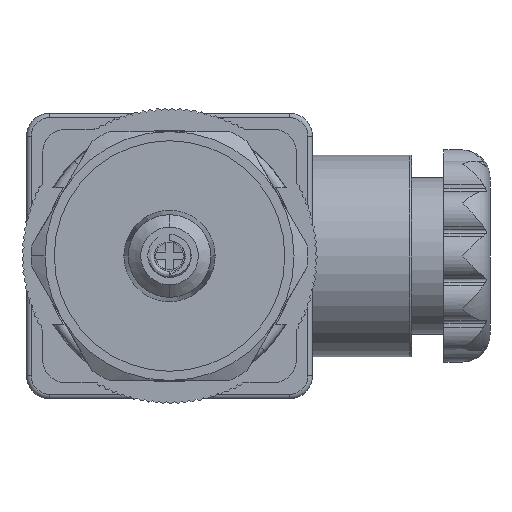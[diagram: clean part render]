
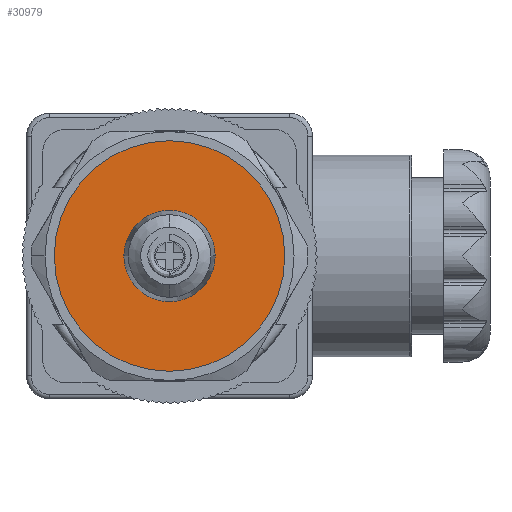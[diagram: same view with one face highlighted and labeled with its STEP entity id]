
A CAD part, front view. The second image highlights one B-rep face of the part: STEP entity #30979.
In plain terms, the highlighted planar face has unit normal (0, -1, 0).
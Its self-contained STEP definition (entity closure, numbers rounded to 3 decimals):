
#9069 = AXIS2_PLACEMENT_3D ( 'NONE', #18141, #18188, #18177 ) ;
#16610 = FACE_BOUND ( 'NONE', #26240, .T. ) ;
#16620 = FACE_OUTER_BOUND ( 'NONE', #25893, .T. ) ;
#18140 = PLANE ( 'NONE',  #9069 ) ;
#18141 = CARTESIAN_POINT ( 'NONE',  ( -16., 0., 0. ) ) ;
#18177 = DIRECTION ( 'NONE',  ( -1., 0., 0. ) ) ;
#18188 = DIRECTION ( 'NONE',  ( 0., 1., 0. ) ) ;
#21817 = AXIS2_PLACEMENT_3D ( 'NONE', #29152, #29207, #29206 ) ;
#21835 = AXIS2_PLACEMENT_3D ( 'NONE', #29267, #29232, #29263 ) ;
#21850 = AXIS2_PLACEMENT_3D ( 'NONE', #29271, #29230, #29272 ) ;
#21851 = AXIS2_PLACEMENT_3D ( 'NONE', #29311, #29315, #29304 ) ;
#22966 = CARTESIAN_POINT ( 'NONE',  ( 12.5, 0., 0. ) ) ;
#23081 = CARTESIAN_POINT ( 'NONE',  ( -12.5, 0., 0. ) ) ;
#23140 = CARTESIAN_POINT ( 'NONE',  ( -4.95, 0., 0. ) ) ;
#23147 = CARTESIAN_POINT ( 'NONE',  ( 4.95, 0., 0. ) ) ;
#25893 = EDGE_LOOP ( 'NONE', ( #31532, #31487 ) ) ;
#26240 = EDGE_LOOP ( 'NONE', ( #31531, #31512 ) ) ;
#27803 = CIRCLE ( 'NONE', #21817, 12.5 ) ;
#27847 = CIRCLE ( 'NONE', #21850, 4.95 ) ;
#27848 = CIRCLE ( 'NONE', #21851, 4.95 ) ;
#27873 = CIRCLE ( 'NONE', #21835, 12.5 ) ;
#29152 = CARTESIAN_POINT ( 'NONE',  ( 0., 0., 0. ) ) ;
#29206 = DIRECTION ( 'NONE',  ( -1., 0., 0. ) ) ;
#29207 = DIRECTION ( 'NONE',  ( 0., 1., 0. ) ) ;
#29230 = DIRECTION ( 'NONE',  ( 0., 1., 0. ) ) ;
#29232 = DIRECTION ( 'NONE',  ( 0., 1., 0. ) ) ;
#29263 = DIRECTION ( 'NONE',  ( -1., 0., 0. ) ) ;
#29267 = CARTESIAN_POINT ( 'NONE',  ( 0., 0., 0. ) ) ;
#29271 = CARTESIAN_POINT ( 'NONE',  ( 0., 0., 0. ) ) ;
#29272 = DIRECTION ( 'NONE',  ( -1., 0., 0. ) ) ;
#29304 = DIRECTION ( 'NONE',  ( -1., 0., 0. ) ) ;
#29311 = CARTESIAN_POINT ( 'NONE',  ( 0., 0., 0. ) ) ;
#29315 = DIRECTION ( 'NONE',  ( 0., 1., 0. ) ) ;
#30979 = ADVANCED_FACE ( 'NONE', ( #16610, #16620 ), #18140, .F. ) ;
#31487 = ORIENTED_EDGE ( 'NONE', *, *, #37278, .F. ) ;
#31512 = ORIENTED_EDGE ( 'NONE', *, *, #37305, .T. ) ;
#31531 = ORIENTED_EDGE ( 'NONE', *, *, #37309, .T. ) ;
#31532 = ORIENTED_EDGE ( 'NONE', *, *, #37294, .F. ) ;
#33362 = VERTEX_POINT ( 'NONE', #22966 ) ;
#33391 = VERTEX_POINT ( 'NONE', #23081 ) ;
#33438 = VERTEX_POINT ( 'NONE', #23140 ) ;
#33452 = VERTEX_POINT ( 'NONE', #23147 ) ;
#37278 = EDGE_CURVE ( 'NONE', #33391, #33362, #27803, .T. ) ;
#37294 = EDGE_CURVE ( 'NONE', #33362, #33391, #27873, .T. ) ;
#37305 = EDGE_CURVE ( 'NONE', #33452, #33438, #27847, .T. ) ;
#37309 = EDGE_CURVE ( 'NONE', #33438, #33452, #27848, .T. ) ;
